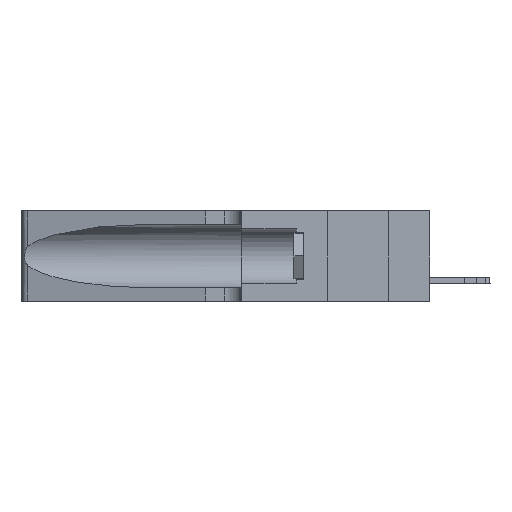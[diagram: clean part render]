
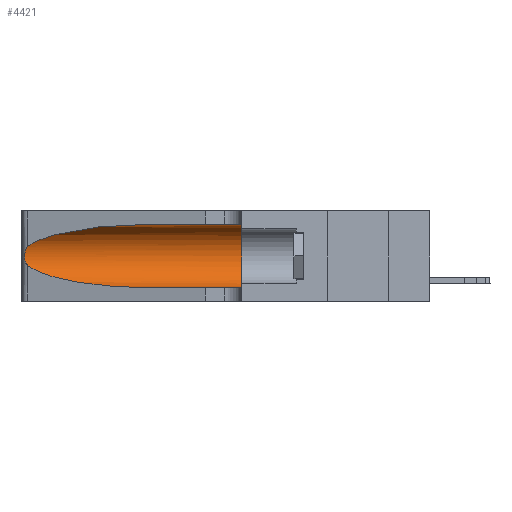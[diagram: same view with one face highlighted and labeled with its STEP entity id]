
A CAD part, left-side view. The second image highlights one B-rep face of the part: STEP entity #4421.
In plain terms, the highlighted cylindrical face has radius 3.308 mm (diameter 6.617 mm), a partial arc.
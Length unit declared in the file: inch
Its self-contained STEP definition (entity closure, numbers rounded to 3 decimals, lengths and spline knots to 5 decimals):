
#437 = CARTESIAN_POINT ( 'NONE',  ( 0.25555, 1.22993, 0.14849 ) ) ;
#1551 = CARTESIAN_POINT ( 'NONE',  ( 0.2373, 1.15595, 0.28018 ) ) ;
#1679 = EDGE_CURVE ( 'NONE', #12198, #3301, #4058, .T. ) ;
#2699 = CARTESIAN_POINT ( 'NONE',  ( 0.26075, 1.23896, 0.178 ) ) ;
#2961 = VERTEX_POINT ( 'NONE', #6778 ) ;
#3113 = ORIENTED_EDGE ( 'NONE', *, *, #25651, .T. ) ;
#3301 = VERTEX_POINT ( 'NONE', #27937 ) ;
#3955 = CARTESIAN_POINT ( 'NONE',  ( 0.1305, 0.72297, 0.31525 ) ) ;
#4024 = DIRECTION ( 'NONE',  ( 0., -1., 0. ) ) ;
#4058 = B_SPLINE_CURVE_WITH_KNOTS ( 'NONE', 3,
 ( #8006, #26337, #8149, #38542, #20876, #26738, #5659, #2699, #14883, #6023, #36388, #6278, #437, #24314 ),
 .UNSPECIFIED., .F., .F.,
 ( 4, 2, 2, 2, 2, 2, 4 ),
 ( 0., 0.00027, 0.00053, 0.00107, 0.0016, 0.00187, 0.00214 ),
 .UNSPECIFIED. ) ;
#4421 = ADVANCED_FACE ( 'NONE', ( #7618 ), #16145, .F. ) ;
#5659 = CARTESIAN_POINT ( 'NONE',  ( 0.26075, 1.23896, 0.19203 ) ) ;
#6023 = CARTESIAN_POINT ( 'NONE',  ( 0.25856, 1.23593, 0.16098 ) ) ;
#6278 = CARTESIAN_POINT ( 'NONE',  ( 0.25639, 1.23186, 0.15144 ) ) ;
#6778 = CARTESIAN_POINT ( 'NONE',  ( 0.1305, 0.72297, 0.31525 ) ) ;
#7618 = FACE_OUTER_BOUND ( 'NONE', #15107, .T. ) ;
#8006 = CARTESIAN_POINT ( 'NONE',  ( 0.25487, 1.22718, 0.22369 ) ) ;
#8149 = CARTESIAN_POINT ( 'NONE',  ( 0.25639, 1.23184, 0.21858 ) ) ;
#9466 = CARTESIAN_POINT ( 'NONE',  ( 0.1305, 0.35, 0.05475 ) ) ;
#10463 = CARTESIAN_POINT ( 'NONE',  ( 0.25487, 1.22718, 0.22369 ) ) ;
#10973 = CARTESIAN_POINT ( 'NONE',  ( 0.1305, 0.35, 0.31525 ) ) ;
#12198 = VERTEX_POINT ( 'NONE', #14587 ) ;
#12544 = VERTEX_POINT ( 'NONE', #32588 ) ;
#12603 = EDGE_CURVE ( 'NONE', #25813, #28107, #29768, .T. ) ;
#13214 = ORIENTED_EDGE ( 'NONE', *, *, #17924, .T. ) ;
#13231 = EDGE_CURVE ( 'NONE', #2961, #25813, #20694, .T. ) ;
#14587 = CARTESIAN_POINT ( 'NONE',  ( 0.25487, 1.22718, 0.22369 ) ) ;
#14604 = CARTESIAN_POINT ( 'NONE',  ( 0.1305, 0.35, 0.185 ) ) ;
#14733 = DIRECTION ( 'NONE',  ( 0., 1., 0. ) ) ;
#14883 = CARTESIAN_POINT ( 'NONE',  ( 0.26017, 1.23833, 0.17102 ) ) ;
#15107 = EDGE_LOOP ( 'NONE', ( #13214, #37547, #3113, #16838, #39184, #27612 ) ) ;
#15341 = CARTESIAN_POINT ( 'NONE',  ( 0.2373, 1.15595, 0.08982 ) ) ;
#16145 = CYLINDRICAL_SURFACE ( 'NONE', #34220, 0.13025 ) ;
#16838 = ORIENTED_EDGE ( 'NONE', *, *, #17412, .T. ) ;
#17412 = EDGE_CURVE ( 'NONE', #12544, #28107, #31379, .T. ) ;
#17924 = EDGE_CURVE ( 'NONE', #2961, #12198, #31068, .T. ) ;
#19465 = CARTESIAN_POINT ( 'NONE',  ( 0.18966, 0.96281, 0.31525 ) ) ;
#19578 = CARTESIAN_POINT ( 'NONE',  ( 0.18966, 0.96281, 0.05475 ) ) ;
#19707 = VECTOR ( 'NONE', #29604, 39.37008 ) ;
#20694 = LINE ( 'NONE', #34885, #19707 ) ;
#20876 = CARTESIAN_POINT ( 'NONE',  ( 0.25854, 1.2359, 0.20912 ) ) ;
#22897 = CARTESIAN_POINT ( 'NONE',  ( 0.1305, 0.72297, 0.05475 ) ) ;
#23900 = DIRECTION ( 'NONE',  ( 0., 0., 1. ) ) ;
#24314 = CARTESIAN_POINT ( 'NONE',  ( 0.25487, 1.22718, 0.14631 ) ) ;
#25008 = CARTESIAN_POINT ( 'NONE',  ( 0.1305, 1.61858, 0.05475 ) ) ;
#25281 = DIRECTION ( 'NONE',  ( 0., -1., 0. ) ) ;
#25383 = DIRECTION ( 'NONE',  ( 0., 0., -1. ) ) ;
#25507 = CARTESIAN_POINT ( 'NONE',  ( 0.1305, 1.61858, 0.185 ) ) ;
#25651 = EDGE_CURVE ( 'NONE', #3301, #12544, #33535, .T. ) ;
#25813 = VERTEX_POINT ( 'NONE', #10973 ) ;
#26337 = CARTESIAN_POINT ( 'NONE',  ( 0.25555, 1.22994, 0.2215 ) ) ;
#26738 = CARTESIAN_POINT ( 'NONE',  ( 0.26018, 1.23835, 0.19895 ) ) ;
#27612 = ORIENTED_EDGE ( 'NONE', *, *, #13231, .F. ) ;
#27937 = CARTESIAN_POINT ( 'NONE',  ( 0.25487, 1.22718, 0.14631 ) ) ;
#28107 = VERTEX_POINT ( 'NONE', #9466 ) ;
#29604 = DIRECTION ( 'NONE',  ( 0., -1., 0. ) ) ;
#29768 = CIRCLE ( 'NONE', #37783, 0.13025 ) ;
#31068 =( BOUNDED_CURVE ( )  B_SPLINE_CURVE ( 3, ( #3955, #19465, #1551, #10463 ),
 .UNSPECIFIED., .F., .F. ) 
 B_SPLINE_CURVE_WITH_KNOTS ( ( 4, 4 ),
 ( 1.5708, 2.84003 ),
 .UNSPECIFIED. ) 
 CURVE ( )  GEOMETRIC_REPRESENTATION_ITEM ( )  RATIONAL_B_SPLINE_CURVE ( ( 1., 0.87, 0.87, 1. ) ) 
 REPRESENTATION_ITEM ( '' )  );
#31379 = LINE ( 'NONE', #25008, #32385 ) ;
#32385 = VECTOR ( 'NONE', #25281, 39.37008 ) ;
#32588 = CARTESIAN_POINT ( 'NONE',  ( 0.1305, 0.72297, 0.05475 ) ) ;
#33535 =( BOUNDED_CURVE ( )  B_SPLINE_CURVE ( 3, ( #33541, #15341, #19578, #22897 ),
 .UNSPECIFIED., .F., .F. ) 
 B_SPLINE_CURVE_WITH_KNOTS ( ( 4, 4 ),
 ( 3.44316, 4.71239 ),
 .UNSPECIFIED. ) 
 CURVE ( )  GEOMETRIC_REPRESENTATION_ITEM ( )  RATIONAL_B_SPLINE_CURVE ( ( 1., 0.87, 0.87, 1. ) ) 
 REPRESENTATION_ITEM ( '' )  );
#33541 = CARTESIAN_POINT ( 'NONE',  ( 0.25487, 1.22718, 0.14631 ) ) ;
#34220 = AXIS2_PLACEMENT_3D ( 'NONE', #25507, #4024, #25383 ) ;
#34885 = CARTESIAN_POINT ( 'NONE',  ( 0.1305, 1.61858, 0.31525 ) ) ;
#36388 = CARTESIAN_POINT ( 'NONE',  ( 0.25789, 1.23486, 0.15765 ) ) ;
#37547 = ORIENTED_EDGE ( 'NONE', *, *, #1679, .T. ) ;
#37783 = AXIS2_PLACEMENT_3D ( 'NONE', #14604, #14733, #23900 ) ;
#38542 = CARTESIAN_POINT ( 'NONE',  ( 0.25787, 1.23484, 0.2124 ) ) ;
#39184 = ORIENTED_EDGE ( 'NONE', *, *, #12603, .F. ) ;
